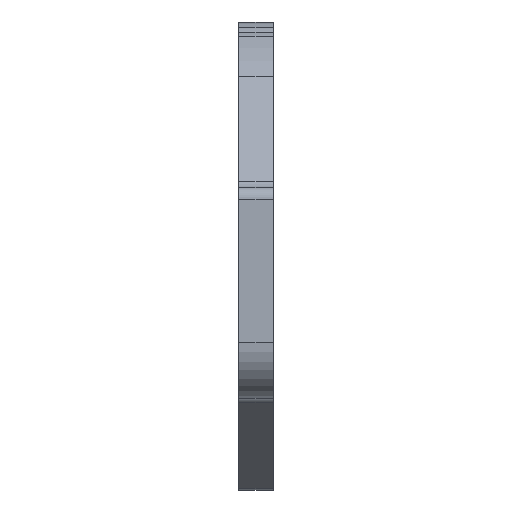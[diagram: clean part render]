
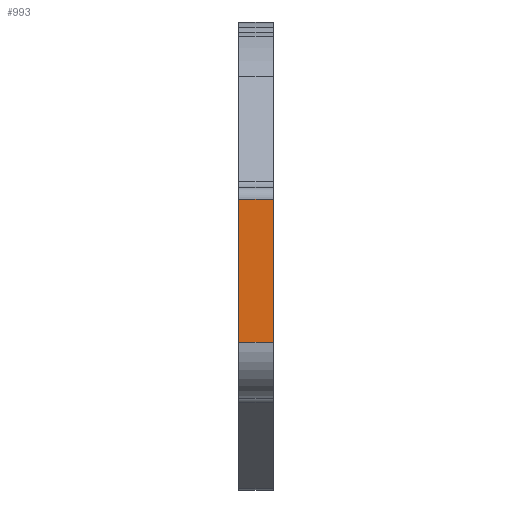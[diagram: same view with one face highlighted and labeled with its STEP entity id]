
A CAD part, left-side view. The second image highlights one B-rep face of the part: STEP entity #993.
In plain terms, the highlighted planar face has unit normal (-1, 0, 0).
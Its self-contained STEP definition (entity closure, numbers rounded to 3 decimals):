
#61=PLANE('',#1128);
#94=FACE_OUTER_BOUND('',#181,.T.);
#181=EDGE_LOOP('',(#845,#846,#847,#848));
#229=LINE('',#1590,#298);
#244=LINE('',#1680,#313);
#251=LINE('',#1706,#320);
#252=LINE('',#1708,#321);
#298=VECTOR('',#1284,10.);
#313=VECTOR('',#1371,10.);
#320=VECTOR('',#1400,10.);
#321=VECTOR('',#1403,10.);
#457=VERTEX_POINT('',#1587);
#458=VERTEX_POINT('',#1589);
#496=VERTEX_POINT('',#1677);
#497=VERTEX_POINT('',#1679);
#568=EDGE_CURVE('',#457,#458,#229,.T.);
#613=EDGE_CURVE('',#496,#497,#244,.T.);
#627=EDGE_CURVE('',#458,#496,#251,.T.);
#628=EDGE_CURVE('',#497,#457,#252,.T.);
#845=ORIENTED_EDGE('',*,*,#627,.F.);
#846=ORIENTED_EDGE('',*,*,#568,.F.);
#847=ORIENTED_EDGE('',*,*,#628,.F.);
#848=ORIENTED_EDGE('',*,*,#613,.F.);
#993=ADVANCED_FACE('',(#94),#61,.F.);
#1128=AXIS2_PLACEMENT_3D('',#1707,#1401,#1402);
#1284=DIRECTION('',(0.,0.,1.));
#1371=DIRECTION('',(0.,0.,-1.));
#1400=DIRECTION('',(0.,-1.,0.));
#1401=DIRECTION('center_axis',(1.,0.,0.));
#1402=DIRECTION('ref_axis',(0.,0.,-1.));
#1403=DIRECTION('',(0.,1.,0.));
#1587=CARTESIAN_POINT('',(-223.958,-204.272,-74.073));
#1589=CARTESIAN_POINT('',(-223.958,-204.272,-61.508));
#1590=CARTESIAN_POINT('',(-223.958,-204.272,-69.068));
#1677=CARTESIAN_POINT('',(-223.958,-207.272,-61.508));
#1679=CARTESIAN_POINT('',(-223.958,-207.272,-74.073));
#1680=CARTESIAN_POINT('',(-223.958,-207.272,-69.068));
#1706=CARTESIAN_POINT('',(-223.958,-206.522,-61.508));
#1707=CARTESIAN_POINT('Origin',(-223.958,-205.772,-74.064));
#1708=CARTESIAN_POINT('',(-223.958,-205.022,-74.073));
